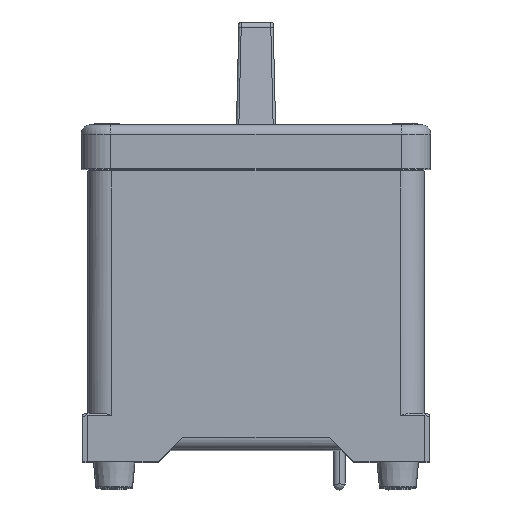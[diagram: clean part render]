
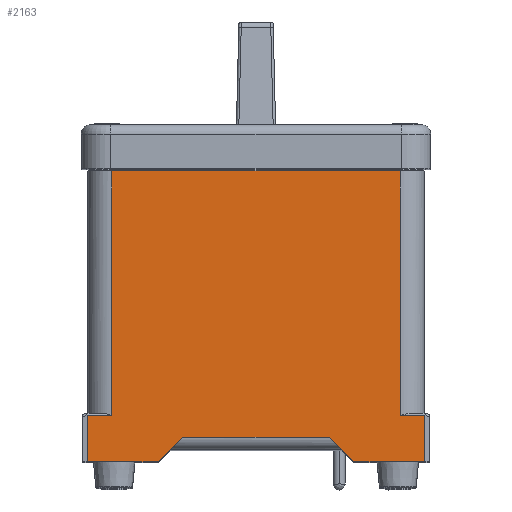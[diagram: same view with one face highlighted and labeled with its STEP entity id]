
A CAD part, top view. The second image highlights one B-rep face of the part: STEP entity #2163.
In plain terms, the highlighted planar face has unit normal (0, 0, 1).
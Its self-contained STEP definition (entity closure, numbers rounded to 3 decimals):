
#52 = FACE_OUTER_BOUND ( 'NONE', #30519, .T. ) ;
#239 = VECTOR ( 'NONE', #33576, 1000. ) ;
#415 = LINE ( 'NONE', #14785, #25032 ) ;
#518 = VERTEX_POINT ( 'NONE', #12875 ) ;
#689 = CARTESIAN_POINT ( 'NONE',  ( 30., 5., 119.5 ) ) ;
#736 = VERTEX_POINT ( 'NONE', #32605 ) ;
#1108 = ORIENTED_EDGE ( 'NONE', *, *, #29614, .T. ) ;
#1978 = CARTESIAN_POINT ( 'NONE',  ( -59., 4., 119.5 ) ) ;
#2044 = CARTESIAN_POINT ( 'NONE',  ( 40., -5., 119.5 ) ) ;
#2163 = ADVANCED_FACE ( 'Defeature ausgef�hrt3_9', ( #52 ), #22798, .F. ) ;
#2271 = LINE ( 'NONE', #10858, #28178 ) ;
#2780 = ORIENTED_EDGE ( 'NONE', *, *, #11826, .T. ) ;
#2841 = LINE ( 'NONE', #8620, #30753 ) ;
#3046 = ORIENTED_EDGE ( 'NONE', *, *, #10914, .F. ) ;
#3212 = DIRECTION ( 'NONE',  ( -1., 0., 0. ) ) ;
#3596 = LINE ( 'NONE', #32143, #24067 ) ;
#4962 = CARTESIAN_POINT ( 'NONE',  ( 69., 4., 119.5 ) ) ;
#5092 = DIRECTION ( 'NONE',  ( 0., 0., -1. ) ) ;
#5415 = EDGE_CURVE ( 'Defeature ausgef�hrt3_9+Defeature ausgef�hrt3_61+Defeature ausgef�hrt3_57+Defeature ausgef�hrt3_25', #24852, #15974, #36839, .T. ) ;
#5505 = ORIENTED_EDGE ( 'NONE', *, *, #21112, .T. ) ;
#5883 = DIRECTION ( 'NONE',  ( 0., 1., 0. ) ) ;
#6616 = CARTESIAN_POINT ( 'NONE',  ( 69., 14., 119.5 ) ) ;
#6617 = VECTOR ( 'NONE', #19315, 1000. ) ;
#7092 = ORIENTED_EDGE ( 'NONE', *, *, #17426, .T. ) ;
#7816 = VECTOR ( 'NONE', #5883, 1000. ) ;
#7827 = LINE ( 'NONE', #2044, #239 ) ;
#7893 = CARTESIAN_POINT ( 'NONE',  ( 69., 4., 119.5 ) ) ;
#8062 = ORIENTED_EDGE ( 'NONE', *, *, #27906, .F. ) ;
#8553 = VERTEX_POINT ( 'NONE', #30449 ) ;
#8620 = CARTESIAN_POINT ( 'NONE',  ( 69., 5., 119.5 ) ) ;
#9405 = CARTESIAN_POINT ( 'NONE',  ( 40., -5., 119.5 ) ) ;
#9607 = DIRECTION ( 'NONE',  ( -1., 0., 0. ) ) ;
#9867 = VECTOR ( 'NONE', #30316, 1000. ) ;
#10308 = VECTOR ( 'NONE', #13109, 1000. ) ;
#10858 = CARTESIAN_POINT ( 'NONE',  ( -40., -5., 119.5 ) ) ;
#10914 = EDGE_CURVE ( 'Defeature ausgef�hrt3_0+Defeature ausgef�hrt3_9+Defeature ausgef�hrt3_17+Defeature ausgef�hrt3_53', #25704, #30254, #415, .T. ) ;
#11019 = LINE ( 'NONE', #33954, #10308 ) ;
#11593 = VERTEX_POINT ( 'NONE', #689 ) ;
#11826 = EDGE_CURVE ( 'Defeature ausgef�hrt3_9+Defeature ausgef�hrt3_24+Defeature ausgef�hrt3_5+Defeature ausgef�hrt3_67', #27372, #736, #25096, .T. ) ;
#11848 = EDGE_CURVE ( 'Defeature ausgef�hrt3_9+Defeature ausgef�hrt3_25+Defeature ausgef�hrt3_61+Defeature ausgef�hrt3_5', #15974, #518, #31271, .T. ) ;
#12875 = CARTESIAN_POINT ( 'NONE',  ( 59., 114., 119.5 ) ) ;
#13109 = DIRECTION ( 'NONE',  ( 0., -1., 0. ) ) ;
#13981 = ORIENTED_EDGE ( 'NONE', *, *, #11848, .T. ) ;
#14223 = DIRECTION ( 'NONE',  ( 1., 0., 0. ) ) ;
#14785 = CARTESIAN_POINT ( 'NONE',  ( -35., -5., 119.5 ) ) ;
#15293 = ORIENTED_EDGE ( 'NONE', *, *, #20601, .F. ) ;
#15961 = CARTESIAN_POINT ( 'NONE',  ( 69., 114., 119.5 ) ) ;
#15974 = VERTEX_POINT ( 'NONE', #36436 ) ;
#16137 = ORIENTED_EDGE ( 'NONE', *, *, #5415, .T. ) ;
#16483 = DIRECTION ( 'NONE',  ( -1., 0., 0. ) ) ;
#17426 = EDGE_CURVE ( 'Defeature ausgef�hrt3_9+Defeature ausgef�hrt3_17+Defeature ausgef�hrt3_0+Defeature ausgef�hrt3_27', #25704, #26059, #2271, .T. ) ;
#17834 = CARTESIAN_POINT ( 'NONE',  ( -30., 5., 119.5 ) ) ;
#18535 = EDGE_CURVE ( 'Defeature ausgef�hrt3_9+Defeature ausgef�hrt3_67+Defeature ausgef�hrt3_24+Defeature ausgef�hrt3_53', #736, #8553, #3596, .T. ) ;
#19315 = DIRECTION ( 'NONE',  ( 0., -1., 0. ) ) ;
#20365 = CARTESIAN_POINT ( 'NONE',  ( 35., -5., 119.5 ) ) ;
#20601 = EDGE_CURVE ( 'Defeature ausgef�hrt3_5+Defeature ausgef�hrt3_9+Defeature ausgef�hrt3_24+Defeature ausgef�hrt3_25', #27372, #518, #29766, .T. ) ;
#20693 = ORIENTED_EDGE ( 'NONE', *, *, #35123, .T. ) ;
#20845 = VERTEX_POINT ( 'NONE', #9405 ) ;
#21112 = EDGE_CURVE ( 'Defeature ausgef�hrt3_9+Defeature ausgef�hrt3_27+Defeature ausgef�hrt3_17+Defeature ausgef�hrt3_16', #26059, #11593, #2841, .T. ) ;
#22222 = DIRECTION ( 'NONE',  ( 0.707, 0.707, 0. ) ) ;
#22261 = VERTEX_POINT ( 'NONE', #24095 ) ;
#22798 = PLANE ( 'NONE',  #36147 ) ;
#22855 = DIRECTION ( 'NONE',  ( 0., 1., 0. ) ) ;
#23539 = CARTESIAN_POINT ( 'NONE',  ( -69., -5., 119.5 ) ) ;
#24067 = VECTOR ( 'NONE', #26517, 1000. ) ;
#24095 = CARTESIAN_POINT ( 'NONE',  ( 69., -5., 119.5 ) ) ;
#24475 = VECTOR ( 'NONE', #22855, 1000. ) ;
#24480 = CARTESIAN_POINT ( 'NONE',  ( -59., 114., 119.5 ) ) ;
#24531 = LINE ( 'NONE', #4962, #24475 ) ;
#24852 = VERTEX_POINT ( 'NONE', #32246 ) ;
#25032 = VECTOR ( 'NONE', #31592, 1000. ) ;
#25096 = LINE ( 'NONE', #1978, #6617 ) ;
#25174 = CARTESIAN_POINT ( 'NONE',  ( -40., -5., 119.5 ) ) ;
#25412 = LINE ( 'NONE', #20365, #34550 ) ;
#25704 = VERTEX_POINT ( 'NONE', #25174 ) ;
#26059 = VERTEX_POINT ( 'NONE', #17834 ) ;
#26517 = DIRECTION ( 'NONE',  ( -1., 0., 0. ) ) ;
#27323 = VECTOR ( 'NONE', #9607, 1000. ) ;
#27372 = VERTEX_POINT ( 'NONE', #24480 ) ;
#27906 = EDGE_CURVE ( 'Defeature ausgef�hrt3_1+Defeature ausgef�hrt3_9+Defeature ausgef�hrt3_57+Defeature ausgef�hrt3_16', #22261, #20845, #25412, .T. ) ;
#28050 = ORIENTED_EDGE ( 'NONE', *, *, #32057, .T. ) ;
#28178 = VECTOR ( 'NONE', #22222, 1000. ) ;
#29614 = EDGE_CURVE ( 'Defeature ausgef�hrt3_9+Defeature ausgef�hrt3_57+Defeature ausgef�hrt3_1+Defeature ausgef�hrt3_61', #22261, #24852, #24531, .T. ) ;
#29766 = LINE ( 'NONE', #15961, #9867 ) ;
#30254 = VERTEX_POINT ( 'NONE', #23539 ) ;
#30316 = DIRECTION ( 'NONE',  ( 1., 0., 0. ) ) ;
#30449 = CARTESIAN_POINT ( 'NONE',  ( -69., 14., 119.5 ) ) ;
#30519 = EDGE_LOOP ( 'NONE', ( #2780, #36620, #28050, #3046, #7092, #5505, #20693, #8062, #1108, #16137, #13981, #15293 ) ) ;
#30753 = VECTOR ( 'NONE', #14223, 1000. ) ;
#31271 = LINE ( 'NONE', #31452, #7816 ) ;
#31452 = CARTESIAN_POINT ( 'NONE',  ( 59., 4., 119.5 ) ) ;
#31592 = DIRECTION ( 'NONE',  ( -1., 0., 0. ) ) ;
#32057 = EDGE_CURVE ( 'Defeature ausgef�hrt3_9+Defeature ausgef�hrt3_53+Defeature ausgef�hrt3_67+Defeature ausgef�hrt3_0', #8553, #30254, #11019, .T. ) ;
#32143 = CARTESIAN_POINT ( 'NONE',  ( 69., 14., 119.5 ) ) ;
#32246 = CARTESIAN_POINT ( 'NONE',  ( 69., 14., 119.5 ) ) ;
#32605 = CARTESIAN_POINT ( 'NONE',  ( -59., 14., 119.5 ) ) ;
#33576 = DIRECTION ( 'NONE',  ( 0.707, -0.707, 0. ) ) ;
#33954 = CARTESIAN_POINT ( 'NONE',  ( -69., 4., 119.5 ) ) ;
#34550 = VECTOR ( 'NONE', #3212, 1000. ) ;
#35123 = EDGE_CURVE ( 'Defeature ausgef�hrt3_9+Defeature ausgef�hrt3_16+Defeature ausgef�hrt3_27+Defeature ausgef�hrt3_1', #11593, #20845, #7827, .T. ) ;
#36147 = AXIS2_PLACEMENT_3D ( 'NONE', #7893, #5092, #16483 ) ;
#36436 = CARTESIAN_POINT ( 'NONE',  ( 59., 14., 119.5 ) ) ;
#36620 = ORIENTED_EDGE ( 'NONE', *, *, #18535, .T. ) ;
#36839 = LINE ( 'NONE', #6616, #27323 ) ;
